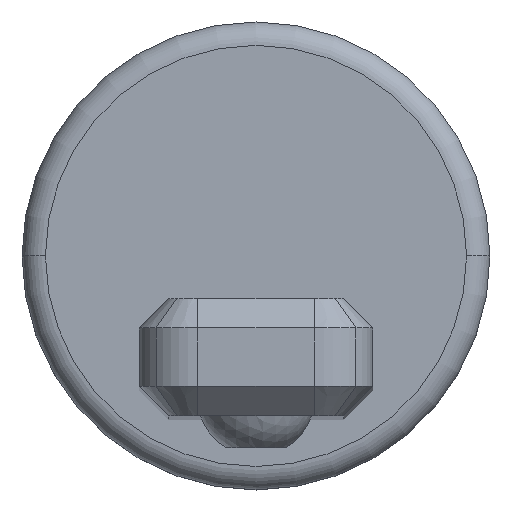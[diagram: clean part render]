
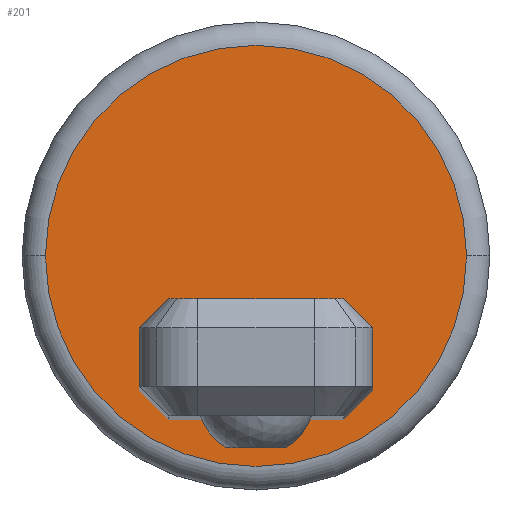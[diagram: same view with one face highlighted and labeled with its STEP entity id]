
A CAD part, top view. The second image highlights one B-rep face of the part: STEP entity #201.
In plain terms, the highlighted planar face has unit normal (0, 0, 1).
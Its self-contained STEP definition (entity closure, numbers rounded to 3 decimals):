
#201=ADVANCED_FACE('',(#414,#415),#416,.T.);
#414=FACE_OUTER_BOUND('',#639,.T.);
#415=FACE_BOUND('',#640,.T.);
#416=PLANE('',#641);
#639=EDGE_LOOP('',(#1103,#1104));
#640=EDGE_LOOP('',(#1105,#1106,#1107,#1108,#1109,#1110,#1111,#1112));
#641=AXIS2_PLACEMENT_3D('',#1113,#1114,#1115);
#1103=ORIENTED_EDGE('',*,*,#1447,.F.);
#1104=ORIENTED_EDGE('',*,*,#1448,.F.);
#1105=ORIENTED_EDGE('',*,*,#1315,.F.);
#1106=ORIENTED_EDGE('',*,*,#1429,.T.);
#1107=ORIENTED_EDGE('',*,*,#1335,.F.);
#1108=ORIENTED_EDGE('',*,*,#1409,.T.);
#1109=ORIENTED_EDGE('',*,*,#1449,.F.);
#1110=ORIENTED_EDGE('',*,*,#1450,.T.);
#1111=ORIENTED_EDGE('',*,*,#1394,.F.);
#1112=ORIENTED_EDGE('',*,*,#1405,.T.);
#1113=CARTESIAN_POINT('',(-372.374,351.333,-265.5));
#1114=DIRECTION('',(0.0,0.0,1.0));
#1115=DIRECTION('',(1.0,0.0,0.0));
#1315=EDGE_CURVE('',#1563,#1564,#1565,.T.);
#1335=EDGE_CURVE('',#1594,#1595,#1596,.T.);
#1394=EDGE_CURVE('',#1683,#1684,#1685,.T.);
#1405=EDGE_CURVE('',#1683,#1564,#1696,.T.);
#1409=EDGE_CURVE('',#1594,#1699,#1701,.T.);
#1429=EDGE_CURVE('',#1563,#1595,#1725,.T.);
#1447=EDGE_CURVE('',#1743,#1744,#1745,.T.);
#1448=EDGE_CURVE('',#1744,#1743,#1746,.T.);
#1449=EDGE_CURVE('',#1747,#1699,#1748,.T.);
#1450=EDGE_CURVE('',#1747,#1684,#1749,.T.);
#1563=VERTEX_POINT('',#1896);
#1564=VERTEX_POINT('',#1897);
#1565=LINE('',#1898,#1899);
#1594=VERTEX_POINT('',#1944);
#1595=VERTEX_POINT('',#1945);
#1596=LINE('',#1946,#1947);
#1683=VERTEX_POINT('',#2063);
#1684=VERTEX_POINT('',#2064);
#1685=LINE('',#2065,#2066);
#1696=LINE('',#2081,#2082);
#1699=VERTEX_POINT('',#2085);
#1701=LINE('',#2088,#2089);
#1725=LINE('',#2117,#2118);
#1743=VERTEX_POINT('',#2150);
#1744=VERTEX_POINT('',#2151);
#1745=CIRCLE('',#2152,18.0);
#1746=CIRCLE('',#2153,18.0);
#1747=VERTEX_POINT('',#2154);
#1748=LINE('',#2155,#2156);
#1749=LINE('',#2157,#2158);
#1896=CARTESIAN_POINT('',(-362.374,344.833,-265.5));
#1897=CARTESIAN_POINT('',(-364.874,347.333,-265.5));
#1898=CARTESIAN_POINT('',(-368.624,351.083,-265.5));
#1899=VECTOR('',#2279,1.);
#1944=CARTESIAN_POINT('',(-364.874,337.333,-265.5));
#1945=CARTESIAN_POINT('',(-362.374,339.833,-265.5));
#1946=CARTESIAN_POINT('',(-366.124,336.083,-265.5));
#1947=VECTOR('',#2305,1.);
#2063=CARTESIAN_POINT('',(-379.874,347.333,-265.5));
#2064=CARTESIAN_POINT('',(-382.374,344.833,-265.5));
#2065=CARTESIAN_POINT('',(-381.124,346.083,-265.5));
#2066=VECTOR('',#2392,1.);
#2081=CARTESIAN_POINT('',(-382.374,347.333,-265.5));
#2082=VECTOR('',#2406,1.0);
#2085=CARTESIAN_POINT('',(-379.874,337.333,-265.5));
#2088=CARTESIAN_POINT('',(-362.374,337.333,-265.5));
#2089=VECTOR('',#2411,1.0);
#2117=CARTESIAN_POINT('',(-362.374,347.333,-265.5));
#2118=VECTOR('',#2446,1.0);
#2150=CARTESIAN_POINT('',(-354.374,351.333,-265.5));
#2151=CARTESIAN_POINT('',(-390.374,351.333,-265.5));
#2152=AXIS2_PLACEMENT_3D('',#2458,#2459,#2460);
#2153=AXIS2_PLACEMENT_3D('',#2461,#2462,#2463);
#2154=CARTESIAN_POINT('',(-382.374,339.833,-265.5));
#2155=CARTESIAN_POINT('',(-383.624,341.083,-265.5));
#2156=VECTOR('',#2464,1.);
#2157=CARTESIAN_POINT('',(-382.374,337.333,-265.5));
#2158=VECTOR('',#2465,1.0);
#2279=DIRECTION('',(-0.707,0.707,0.0));
#2305=DIRECTION('',(0.707,0.707,0.0));
#2392=DIRECTION('',(-0.707,-0.707,-0.0));
#2406=DIRECTION('',(1.0,0.,0.0));
#2411=DIRECTION('',(-1.0,0.,0.0));
#2446=DIRECTION('',(0.,-1.0,0.0));
#2458=CARTESIAN_POINT('',(-372.374,351.333,-265.5));
#2459=DIRECTION('',(0.0,0.0,-1.0));
#2460=DIRECTION('',(-1.0,0.,0.0));
#2461=CARTESIAN_POINT('',(-372.374,351.333,-265.5));
#2462=DIRECTION('',(0.0,0.0,-1.0));
#2463=DIRECTION('',(-1.0,0.,0.0));
#2464=DIRECTION('',(0.707,-0.707,0.0));
#2465=DIRECTION('',(0.,1.0,0.0));
